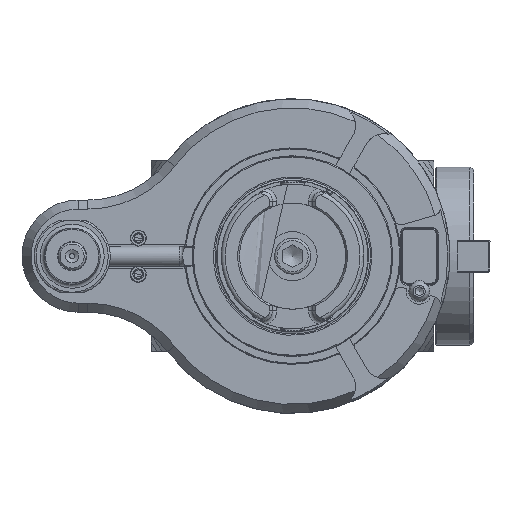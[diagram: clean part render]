
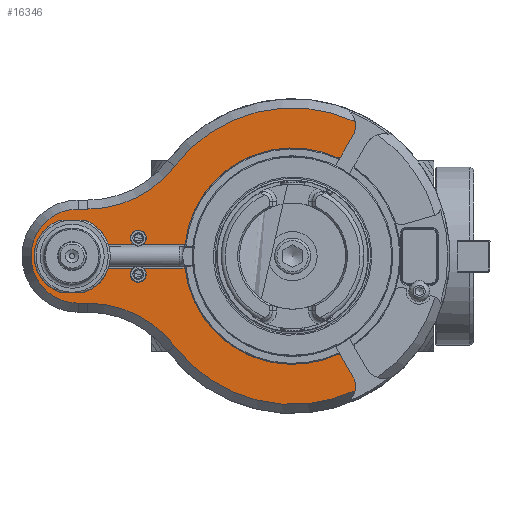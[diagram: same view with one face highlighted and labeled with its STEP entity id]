
A CAD part, left-side view. The second image highlights one B-rep face of the part: STEP entity #16346.
In plain terms, the highlighted planar face has unit normal (-1, 0, 0).
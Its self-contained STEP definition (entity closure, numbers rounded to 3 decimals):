
#908=PLANE('',#17432);
#1327=FACE_OUTER_BOUND('',#2265,.T.);
#2265=EDGE_LOOP('',(#11112,#11113,#11114,#11115,#11116,#11117,#11118,#11119,
#11120,#11121,#11122,#11123,#11124,#11125,#11126,#11127,#11128,#11129,#11130,
#11131,#11132,#11133,#11134,#11135,#11136,#11137,#11138));
#3343=LINE('',#23994,#4650);
#3361=LINE('',#24099,#4668);
#3374=LINE('',#24146,#4681);
#3375=LINE('',#24150,#4682);
#3376=LINE('',#24154,#4683);
#3377=LINE('',#24157,#4684);
#3378=LINE('',#24163,#4685);
#3379=LINE('',#24171,#4686);
#3380=LINE('',#24175,#4687);
#3381=LINE('',#24182,#4688);
#4650=VECTOR('',#19168,12.282);
#4668=VECTOR('',#19250,20.689);
#4681=VECTOR('',#19293,12.166);
#4682=VECTOR('',#19296,12.166);
#4683=VECTOR('',#19299,12.326);
#4684=VECTOR('',#19302,20.689);
#4685=VECTOR('',#19307,12.282);
#4686=VECTOR('',#19314,4.881);
#4687=VECTOR('',#19317,4.881);
#4688=VECTOR('',#19326,12.326);
#5953=CIRCLE('',#17383,4.);
#5956=CIRCLE('',#17388,10.);
#5993=CIRCLE('',#17429,4.);
#5996=CIRCLE('',#17433,19.);
#5997=CIRCLE('',#17434,19.);
#5998=CIRCLE('',#17435,19.);
#5999=CIRCLE('',#17436,4.);
#6000=CIRCLE('',#17437,54.);
#6001=CIRCLE('',#17438,1.);
#6002=CIRCLE('',#17439,10.);
#6003=CIRCLE('',#17440,74.);
#6004=CIRCLE('',#17441,54.5);
#6005=CIRCLE('',#17442,23.5);
#6006=CIRCLE('',#17443,54.5);
#6007=CIRCLE('',#17444,74.);
#6008=CIRCLE('',#17445,1.);
#6009=CIRCLE('',#17446,54.);
#6755=VERTEX_POINT('',#23975);
#6756=VERTEX_POINT('',#23977);
#6761=VERTEX_POINT('',#23988);
#6763=VERTEX_POINT('',#23992);
#6764=VERTEX_POINT('',#23996);
#6809=VERTEX_POINT('',#24096);
#6810=VERTEX_POINT('',#24098);
#6824=VERTEX_POINT('',#24133);
#6827=VERTEX_POINT('',#24142);
#6828=VERTEX_POINT('',#24143);
#6829=VERTEX_POINT('',#24145);
#6830=VERTEX_POINT('',#24147);
#6831=VERTEX_POINT('',#24149);
#6832=VERTEX_POINT('',#24151);
#6833=VERTEX_POINT('',#24153);
#6834=VERTEX_POINT('',#24156);
#6835=VERTEX_POINT('',#24158);
#6836=VERTEX_POINT('',#24160);
#6837=VERTEX_POINT('',#24162);
#6838=VERTEX_POINT('',#24164);
#6839=VERTEX_POINT('',#24166);
#6840=VERTEX_POINT('',#24168);
#6841=VERTEX_POINT('',#24170);
#6842=VERTEX_POINT('',#24172);
#6843=VERTEX_POINT('',#24174);
#6844=VERTEX_POINT('',#24176);
#6845=VERTEX_POINT('',#24179);
#8478=EDGE_CURVE('',#6756,#6755,#5953,.T.);
#8486=EDGE_CURVE('',#6761,#6763,#3343,.T.);
#8487=EDGE_CURVE('',#6764,#6761,#5956,.T.);
#8534=EDGE_CURVE('',#6809,#6810,#3361,.T.);
#8554=EDGE_CURVE('',#6809,#6824,#5993,.T.);
#8558=EDGE_CURVE('',#6827,#6828,#5996,.T.);
#8559=EDGE_CURVE('',#6829,#6828,#3374,.T.);
#8560=EDGE_CURVE('',#6829,#6830,#5997,.T.);
#8561=EDGE_CURVE('',#6831,#6830,#3375,.T.);
#8562=EDGE_CURVE('',#6831,#6832,#5998,.T.);
#8563=EDGE_CURVE('',#6833,#6832,#3376,.T.);
#8564=EDGE_CURVE('',#6833,#6756,#5999,.T.);
#8565=EDGE_CURVE('',#6834,#6755,#3377,.T.);
#8566=EDGE_CURVE('',#6834,#6835,#6000,.T.);
#8567=EDGE_CURVE('',#6835,#6836,#6001,.T.);
#8568=EDGE_CURVE('',#6836,#6837,#3378,.T.);
#8569=EDGE_CURVE('',#6837,#6838,#6002,.T.);
#8570=EDGE_CURVE('',#6838,#6839,#6003,.T.);
#8571=EDGE_CURVE('',#6839,#6840,#6004,.T.);
#8572=EDGE_CURVE('',#6841,#6840,#3379,.T.);
#8573=EDGE_CURVE('',#6841,#6842,#6005,.T.);
#8574=EDGE_CURVE('',#6843,#6842,#3380,.T.);
#8575=EDGE_CURVE('',#6843,#6844,#6006,.T.);
#8576=EDGE_CURVE('',#6844,#6764,#6007,.T.);
#8577=EDGE_CURVE('',#6763,#6845,#6008,.T.);
#8578=EDGE_CURVE('',#6845,#6810,#6009,.T.);
#8579=EDGE_CURVE('',#6827,#6824,#3381,.T.);
#11112=ORIENTED_EDGE('',*,*,#8558,.T.);
#11113=ORIENTED_EDGE('',*,*,#8559,.F.);
#11114=ORIENTED_EDGE('',*,*,#8560,.T.);
#11115=ORIENTED_EDGE('',*,*,#8561,.F.);
#11116=ORIENTED_EDGE('',*,*,#8562,.T.);
#11117=ORIENTED_EDGE('',*,*,#8563,.F.);
#11118=ORIENTED_EDGE('',*,*,#8564,.T.);
#11119=ORIENTED_EDGE('',*,*,#8478,.T.);
#11120=ORIENTED_EDGE('',*,*,#8565,.F.);
#11121=ORIENTED_EDGE('',*,*,#8566,.T.);
#11122=ORIENTED_EDGE('',*,*,#8567,.T.);
#11123=ORIENTED_EDGE('',*,*,#8568,.T.);
#11124=ORIENTED_EDGE('',*,*,#8569,.T.);
#11125=ORIENTED_EDGE('',*,*,#8570,.T.);
#11126=ORIENTED_EDGE('',*,*,#8571,.T.);
#11127=ORIENTED_EDGE('',*,*,#8572,.F.);
#11128=ORIENTED_EDGE('',*,*,#8573,.T.);
#11129=ORIENTED_EDGE('',*,*,#8574,.F.);
#11130=ORIENTED_EDGE('',*,*,#8575,.T.);
#11131=ORIENTED_EDGE('',*,*,#8576,.T.);
#11132=ORIENTED_EDGE('',*,*,#8487,.T.);
#11133=ORIENTED_EDGE('',*,*,#8486,.T.);
#11134=ORIENTED_EDGE('',*,*,#8577,.T.);
#11135=ORIENTED_EDGE('',*,*,#8578,.T.);
#11136=ORIENTED_EDGE('',*,*,#8534,.F.);
#11137=ORIENTED_EDGE('',*,*,#8554,.T.);
#11138=ORIENTED_EDGE('',*,*,#8579,.F.);
#16346=ADVANCED_FACE('',(#1327),#908,.T.);
#17383=AXIS2_PLACEMENT_3D('',#23978,#19155,#19156);
#17388=AXIS2_PLACEMENT_3D('',#23997,#19171,#19172);
#17429=AXIS2_PLACEMENT_3D('',#24135,#19282,#19283);
#17432=AXIS2_PLACEMENT_3D('',#24141,#19289,#19290);
#17433=AXIS2_PLACEMENT_3D('',#24144,#19291,#19292);
#17434=AXIS2_PLACEMENT_3D('',#24148,#19294,#19295);
#17435=AXIS2_PLACEMENT_3D('',#24152,#19297,#19298);
#17436=AXIS2_PLACEMENT_3D('',#24155,#19300,#19301);
#17437=AXIS2_PLACEMENT_3D('',#24159,#19303,#19304);
#17438=AXIS2_PLACEMENT_3D('',#24161,#19305,#19306);
#17439=AXIS2_PLACEMENT_3D('',#24165,#19308,#19309);
#17440=AXIS2_PLACEMENT_3D('',#24167,#19310,#19311);
#17441=AXIS2_PLACEMENT_3D('',#24169,#19312,#19313);
#17442=AXIS2_PLACEMENT_3D('',#24173,#19315,#19316);
#17443=AXIS2_PLACEMENT_3D('',#24177,#19318,#19319);
#17444=AXIS2_PLACEMENT_3D('',#24178,#19320,#19321);
#17445=AXIS2_PLACEMENT_3D('',#24180,#19322,#19323);
#17446=AXIS2_PLACEMENT_3D('',#24181,#19324,#19325);
#19155=DIRECTION('center_axis',(1.,0.,0.));
#19156=DIRECTION('ref_axis',(0.,0.,1.));
#19168=DIRECTION('',(0.,0.5,0.866));
#19171=DIRECTION('center_axis',(-1.,0.,0.));
#19172=DIRECTION('ref_axis',(0.,-0.979,-0.203));
#19250=DIRECTION('',(0.,-1.,0.));
#19282=DIRECTION('center_axis',(1.,0.,0.));
#19283=DIRECTION('ref_axis',(0.,-0.661,0.75));
#19289=DIRECTION('center_axis',(-1.,0.,0.));
#19290=DIRECTION('ref_axis',(0.,0.,1.));
#19291=DIRECTION('center_axis',(1.,0.,0.));
#19292=DIRECTION('ref_axis',(0.,-0.949,-0.316));
#19293=DIRECTION('',(0.,-1.,0.));
#19294=DIRECTION('center_axis',(1.,0.,0.));
#19295=DIRECTION('ref_axis',(0.,0.32,-0.947));
#19296=DIRECTION('',(0.,1.,0.));
#19297=DIRECTION('center_axis',(1.,0.,0.));
#19298=DIRECTION('ref_axis',(0.,-0.32,0.947));
#19299=DIRECTION('',(0.,1.,0.));
#19300=DIRECTION('center_axis',(1.,0.,0.));
#19301=DIRECTION('ref_axis',(0.,0.,1.));
#19302=DIRECTION('',(0.,1.,0.));
#19303=DIRECTION('center_axis',(1.,0.,0.));
#19304=DIRECTION('ref_axis',(0.,0.994,0.111));
#19305=DIRECTION('center_axis',(-1.,0.,0.));
#19306=DIRECTION('ref_axis',(0.,-0.866,-0.5));
#19307=DIRECTION('',(0.,-0.5,0.866));
#19308=DIRECTION('center_axis',(-1.,0.,0.));
#19309=DIRECTION('ref_axis',(0.,-0.866,-0.5));
#19310=DIRECTION('center_axis',(-1.,0.,0.));
#19311=DIRECTION('ref_axis',(0.,-0.422,0.907));
#19312=DIRECTION('center_axis',(1.,0.,0.));
#19313=DIRECTION('ref_axis',(0.,-0.795,-0.607));
#19314=DIRECTION('',(0.,-1.,0.));
#19315=DIRECTION('center_axis',(-1.,0.,0.));
#19316=DIRECTION('ref_axis',(0.,0.,1.));
#19317=DIRECTION('',(0.,1.,0.));
#19318=DIRECTION('center_axis',(1.,0.,0.));
#19319=DIRECTION('ref_axis',(0.,0.,1.));
#19320=DIRECTION('center_axis',(-1.,0.,0.));
#19321=DIRECTION('ref_axis',(0.,0.795,-0.607));
#19322=DIRECTION('center_axis',(-1.,0.,0.));
#19323=DIRECTION('ref_axis',(0.,-0.866,0.5));
#19324=DIRECTION('center_axis',(1.,0.,0.));
#19325=DIRECTION('ref_axis',(0.,-0.419,-0.908));
#19326=DIRECTION('',(0.,-1.,0.));
#23975=CARTESIAN_POINT('',(-6.,74.354,6.));
#23977=CARTESIAN_POINT('',(-6.,77.,13.));
#23978=CARTESIAN_POINT('Origin',(-6.,77.,9.));
#23988=CARTESIAN_POINT('',(-6.,-30.063,-60.071));
#23992=CARTESIAN_POINT('',(-6.,-23.922,-49.434));
#23994=CARTESIAN_POINT('',(-6.,-30.063,-60.071));
#23996=CARTESIAN_POINT('',(-6.,-31.194,-67.104));
#23997=CARTESIAN_POINT('Origin',(-6.,-21.403,-65.071));
#24096=CARTESIAN_POINT('',(-6.,74.354,-6.));
#24098=CARTESIAN_POINT('',(-6.,53.666,-6.));
#24099=CARTESIAN_POINT('',(-6.,74.354,-6.));
#24133=CARTESIAN_POINT('',(-6.,79.646,-6.));
#24135=CARTESIAN_POINT('Origin',(-6.,77.,-9.));
#24141=CARTESIAN_POINT('Origin',(-6.,-75.575,0.));
#24142=CARTESIAN_POINT('',(-6.,91.972,-6.));
#24143=CARTESIAN_POINT('',(-6.,103.917,-18.));
#24144=CARTESIAN_POINT('Origin',(-6.,110.,0.));
#24145=CARTESIAN_POINT('',(-6.,116.083,-18.));
#24146=CARTESIAN_POINT('',(-6.,116.083,-18.));
#24147=CARTESIAN_POINT('',(-6.,116.083,18.));
#24148=CARTESIAN_POINT('Origin',(-6.,110.,0.));
#24149=CARTESIAN_POINT('',(-6.,103.917,18.));
#24150=CARTESIAN_POINT('',(-6.,103.917,18.));
#24151=CARTESIAN_POINT('',(-6.,91.972,6.));
#24152=CARTESIAN_POINT('Origin',(-6.,110.,0.));
#24153=CARTESIAN_POINT('',(-6.,79.646,6.));
#24154=CARTESIAN_POINT('',(-6.,79.646,6.));
#24155=CARTESIAN_POINT('Origin',(-6.,77.,9.));
#24156=CARTESIAN_POINT('',(-6.,53.666,6.));
#24157=CARTESIAN_POINT('',(-6.,53.666,6.));
#24158=CARTESIAN_POINT('',(-6.,-22.644,49.024));
#24159=CARTESIAN_POINT('Origin',(-6.,0.,0.));
#24160=CARTESIAN_POINT('',(-6.,-23.922,49.434));
#24161=CARTESIAN_POINT('Origin',(-6.,-23.056,49.934));
#24162=CARTESIAN_POINT('',(-6.,-30.063,60.071));
#24163=CARTESIAN_POINT('',(-6.,-23.922,49.434));
#24164=CARTESIAN_POINT('',(-6.,-31.194,67.104));
#24165=CARTESIAN_POINT('Origin',(-6.,-21.403,65.071));
#24166=CARTESIAN_POINT('',(-6.,58.808,44.918));
#24167=CARTESIAN_POINT('Origin',(-6.,0.,0.));
#24168=CARTESIAN_POINT('',(-6.,102.119,23.5));
#24169=CARTESIAN_POINT('Origin',(-6.,102.119,78.));
#24170=CARTESIAN_POINT('',(-6.,107.,23.5));
#24171=CARTESIAN_POINT('',(-6.,107.,23.5));
#24172=CARTESIAN_POINT('',(-6.,107.,-23.5));
#24173=CARTESIAN_POINT('Origin',(-6.,107.,0.));
#24174=CARTESIAN_POINT('',(-6.,102.119,-23.5));
#24175=CARTESIAN_POINT('',(-6.,102.119,-23.5));
#24176=CARTESIAN_POINT('',(-6.,58.808,-44.918));
#24177=CARTESIAN_POINT('Origin',(-6.,102.119,-78.));
#24178=CARTESIAN_POINT('Origin',(-6.,0.,0.));
#24179=CARTESIAN_POINT('',(-6.,-22.637,-49.026));
#24180=CARTESIAN_POINT('Origin',(-6.,-23.056,-49.934));
#24181=CARTESIAN_POINT('Origin',(-6.,0.,0.));
#24182=CARTESIAN_POINT('',(-6.,91.972,-6.));
